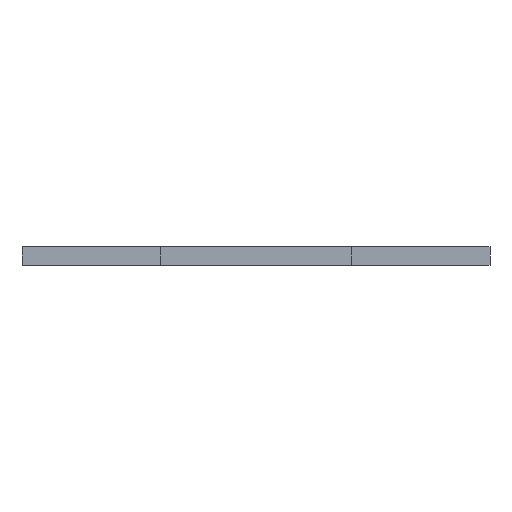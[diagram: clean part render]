
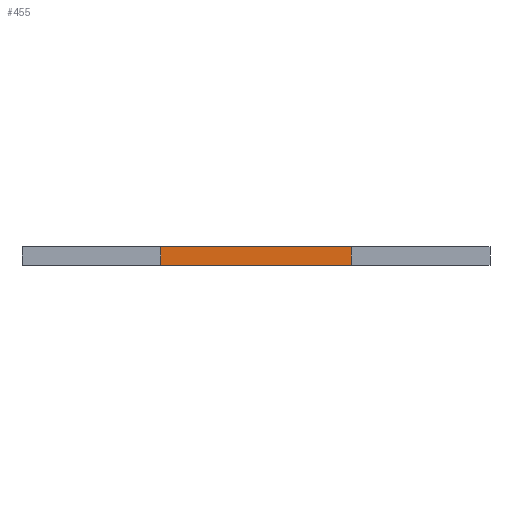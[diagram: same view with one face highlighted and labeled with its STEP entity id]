
A CAD part, left-side view. The second image highlights one B-rep face of the part: STEP entity #455.
In plain terms, the highlighted planar face has unit normal (-1, 0, 0).
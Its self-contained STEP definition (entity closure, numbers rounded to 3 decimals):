
#36 = EDGE_CURVE ( 'NONE', #827, #390, #41, .T. ) ;
#41 = LINE ( 'NONE', #899, #478 ) ;
#43 = CARTESIAN_POINT ( 'NONE',  ( -69.5, 13., 2.5 ) ) ;
#106 = CARTESIAN_POINT ( 'NONE',  ( -69.5, 13., 2.5 ) ) ;
#114 = EDGE_CURVE ( 'NONE', #545, #390, #624, .T. ) ;
#155 = ORIENTED_EDGE ( 'NONE', *, *, #36, .T. ) ;
#185 = ORIENTED_EDGE ( 'NONE', *, *, #630, .F. ) ;
#188 = DIRECTION ( 'NONE',  ( 1., 0., 0. ) ) ;
#260 = FACE_OUTER_BOUND ( 'NONE', #882, .T. ) ;
#307 = AXIS2_PLACEMENT_3D ( 'NONE', #106, #188, #565 ) ;
#362 = ORIENTED_EDGE ( 'NONE', *, *, #913, .T. ) ;
#390 = VERTEX_POINT ( 'NONE', #417 ) ;
#417 = CARTESIAN_POINT ( 'NONE',  ( -69.5, -13., 0. ) ) ;
#430 = VECTOR ( 'NONE', #791, 1000. ) ;
#442 = LINE ( 'NONE', #508, #430 ) ;
#447 = VECTOR ( 'NONE', #688, 1000. ) ;
#455 = ADVANCED_FACE ( 'NONE', ( #260 ), #761, .F. ) ;
#473 = VERTEX_POINT ( 'NONE', #848 ) ;
#478 = VECTOR ( 'NONE', #775, 1000. ) ;
#489 = CARTESIAN_POINT ( 'NONE',  ( -69.5, -13., 2.5 ) ) ;
#508 = CARTESIAN_POINT ( 'NONE',  ( -69.5, 13., 2.5 ) ) ;
#545 = VERTEX_POINT ( 'NONE', #581 ) ;
#559 = LINE ( 'NONE', #43, #447 ) ;
#561 = VECTOR ( 'NONE', #628, 1000. ) ;
#565 = DIRECTION ( 'NONE',  ( 0., 0., -1. ) ) ;
#581 = CARTESIAN_POINT ( 'NONE',  ( -69.5, -13., 2.5 ) ) ;
#624 = LINE ( 'NONE', #489, #561 ) ;
#628 = DIRECTION ( 'NONE',  ( 0., 0., -1. ) ) ;
#630 = EDGE_CURVE ( 'NONE', #473, #545, #442, .T. ) ;
#673 = CARTESIAN_POINT ( 'NONE',  ( -69.5, 13., 0. ) ) ;
#686 = ORIENTED_EDGE ( 'NONE', *, *, #114, .F. ) ;
#688 = DIRECTION ( 'NONE',  ( 0., 0., -1. ) ) ;
#761 = PLANE ( 'NONE',  #307 ) ;
#775 = DIRECTION ( 'NONE',  ( 0., -1., 0. ) ) ;
#791 = DIRECTION ( 'NONE',  ( 0., -1., 0. ) ) ;
#827 = VERTEX_POINT ( 'NONE', #673 ) ;
#848 = CARTESIAN_POINT ( 'NONE',  ( -69.5, 13., 2.5 ) ) ;
#882 = EDGE_LOOP ( 'NONE', ( #155, #686, #185, #362 ) ) ;
#899 = CARTESIAN_POINT ( 'NONE',  ( -69.5, 13., 0. ) ) ;
#913 = EDGE_CURVE ( 'NONE', #473, #827, #559, .T. ) ;
